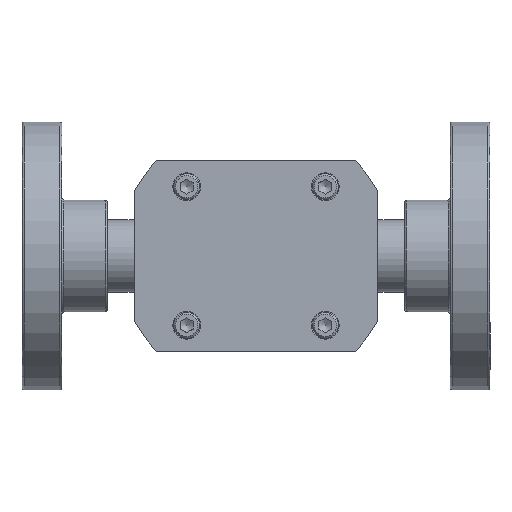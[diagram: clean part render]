
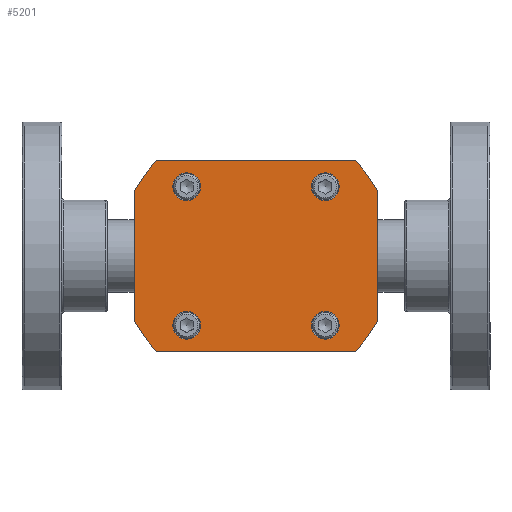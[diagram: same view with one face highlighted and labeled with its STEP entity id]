
A CAD part, front view. The second image highlights one B-rep face of the part: STEP entity #5201.
In plain terms, the highlighted planar face has unit normal (0, -1, 0).
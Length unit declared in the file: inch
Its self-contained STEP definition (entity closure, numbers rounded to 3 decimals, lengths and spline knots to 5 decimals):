
#4777=CARTESIAN_POINT('',(-1.75,0.,-0.94216));
#4778=VERTEX_POINT('',#4777);
#4785=CARTESIAN_POINT('',(-1.75,0.,0.94216));
#4786=VERTEX_POINT('',#4785);
#4787=CARTESIAN_POINT('',(-1.75,0.,0.94216));
#4788=DIRECTION('',(0.0,0.0,-1.0));
#4789=VECTOR('',#4788,1.88431);
#4790=LINE('',#4787,#4789);
#4791=EDGE_CURVE('',#4786,#4778,#4790,.T.);
#4831=CARTESIAN_POINT('',(1.75,0.,0.94216));
#4832=VERTEX_POINT('',#4831);
#4839=CARTESIAN_POINT('',(1.75,0.,-0.94216));
#4840=VERTEX_POINT('',#4839);
#4841=CARTESIAN_POINT('',(1.75,0.,-0.94216));
#4842=DIRECTION('',(0.0,0.0,1.0));
#4843=VECTOR('',#4842,1.88431);
#4844=LINE('',#4841,#4843);
#4845=EDGE_CURVE('',#4840,#4832,#4844,.T.);
#4886=CARTESIAN_POINT('',(-1.,0.,0.8));
#4887=VERTEX_POINT('',#4886);
#4888=CARTESIAN_POINT('',(-1.,0.,1.));
#4889=DIRECTION('',(0.0,1.0,0.0));
#4890=DIRECTION('',(0.0,0.0,-1.0));
#4891=AXIS2_PLACEMENT_3D('',#4888,#4889,#4890);
#4892=CIRCLE('',#4891,0.2);
#4893=EDGE_CURVE('',#4887,#4887,#4892,.T.);
#4927=CARTESIAN_POINT('',(-0.8,0.,-1.));
#4928=VERTEX_POINT('',#4927);
#4929=CARTESIAN_POINT('',(-1.,0.,-1.));
#4930=DIRECTION('',(0.0,1.0,0.0));
#4931=DIRECTION('',(1.0,0.0,0.0));
#4932=AXIS2_PLACEMENT_3D('',#4929,#4930,#4931);
#4933=CIRCLE('',#4932,0.2);
#4934=EDGE_CURVE('',#4928,#4928,#4933,.T.);
#4976=CARTESIAN_POINT('',(1.,0.,-0.8));
#4977=VERTEX_POINT('',#4976);
#4978=CARTESIAN_POINT('',(1.,0.,-1.));
#4979=DIRECTION('',(0.0,1.0,0.0));
#4980=DIRECTION('',(0.0,0.0,1.0));
#4981=AXIS2_PLACEMENT_3D('',#4978,#4979,#4980);
#4982=CIRCLE('',#4981,0.2);
#4983=EDGE_CURVE('',#4977,#4977,#4982,.T.);
#5025=CARTESIAN_POINT('',(0.8,0.,1.));
#5026=VERTEX_POINT('',#5025);
#5027=CARTESIAN_POINT('',(1.,0.,1.));
#5028=DIRECTION('',(0.0,1.0,0.0));
#5029=DIRECTION('',(-1.0,0.0,0.0));
#5030=AXIS2_PLACEMENT_3D('',#5027,#5028,#5029);
#5031=CIRCLE('',#5030,0.2);
#5032=EDGE_CURVE('',#5026,#5026,#5031,.T.);
#5045=CARTESIAN_POINT('',(1.43511,0.,1.375));
#5046=VERTEX_POINT('',#5045);
#5053=CARTESIAN_POINT('',(0.0,0.0,0.0));
#5054=DIRECTION('',(0.,-1.0,0.));
#5055=DIRECTION('',(-0.722,0.,-0.692));
#5056=AXIS2_PLACEMENT_3D('',#5053,#5054,#5055);
#5057=CIRCLE('',#5056,1.9875);
#5058=EDGE_CURVE('',#4832,#5046,#5057,.T.);
#5070=CARTESIAN_POINT('',(-1.43511,0.,1.375));
#5071=VERTEX_POINT('',#5070);
#5078=CARTESIAN_POINT('',(1.43511,0.,1.375));
#5079=DIRECTION('',(-1.0,0.0,0.0));
#5080=VECTOR('',#5079,2.87021);
#5081=LINE('',#5078,#5080);
#5082=EDGE_CURVE('',#5046,#5071,#5081,.T.);
#5095=CARTESIAN_POINT('',(0.0,0.0,0.0));
#5096=DIRECTION('',(0.,-1.0,0.));
#5097=DIRECTION('',(0.881,0.,-0.474));
#5098=AXIS2_PLACEMENT_3D('',#5095,#5096,#5097);
#5099=CIRCLE('',#5098,1.9875);
#5100=EDGE_CURVE('',#5071,#4786,#5099,.T.);
#5112=CARTESIAN_POINT('',(-1.43511,0.,-1.375));
#5113=VERTEX_POINT('',#5112);
#5120=CARTESIAN_POINT('',(0.0,0.0,0.0));
#5121=DIRECTION('',(0.,-1.0,0.));
#5122=DIRECTION('',(0.722,0.,0.692));
#5123=AXIS2_PLACEMENT_3D('',#5120,#5121,#5122);
#5124=CIRCLE('',#5123,1.9875);
#5125=EDGE_CURVE('',#4778,#5113,#5124,.T.);
#5137=CARTESIAN_POINT('',(1.43511,0.,-1.375));
#5138=VERTEX_POINT('',#5137);
#5145=CARTESIAN_POINT('',(-1.43511,0.,-1.375));
#5146=DIRECTION('',(1.0,0.0,0.0));
#5147=VECTOR('',#5146,2.87021);
#5148=LINE('',#5145,#5147);
#5149=EDGE_CURVE('',#5113,#5138,#5148,.T.);
#5162=CARTESIAN_POINT('',(0.0,0.0,0.0));
#5163=DIRECTION('',(0.,-1.,0.));
#5164=DIRECTION('',(-0.881,0.,0.474));
#5165=AXIS2_PLACEMENT_3D('',#5162,#5163,#5164);
#5166=CIRCLE('',#5165,1.9875);
#5167=EDGE_CURVE('',#5138,#4840,#5166,.T.);
#5174=CARTESIAN_POINT('',(0.,0.,0.));
#5175=DIRECTION('',(0.0,1.0,0.0));
#5176=DIRECTION('',(0.0,0.0,-1.0));
#5177=AXIS2_PLACEMENT_3D('',#5174,#5175,#5176);
#5178=PLANE('',#5177);
#5179=ORIENTED_EDGE('',*,*,#4845,.T.);
#5180=ORIENTED_EDGE('',*,*,#5058,.T.);
#5181=ORIENTED_EDGE('',*,*,#5082,.T.);
#5182=ORIENTED_EDGE('',*,*,#5100,.T.);
#5183=ORIENTED_EDGE('',*,*,#4791,.T.);
#5184=ORIENTED_EDGE('',*,*,#5125,.T.);
#5185=ORIENTED_EDGE('',*,*,#5149,.T.);
#5186=ORIENTED_EDGE('',*,*,#5167,.T.);
#5187=EDGE_LOOP('',(#5179,#5180,#5181,#5182,#5183,#5184,#5185,#5186));
#5188=FACE_OUTER_BOUND('',#5187,.T.);
#5189=ORIENTED_EDGE('',*,*,#4893,.T.);
#5190=EDGE_LOOP('',(#5189));
#5191=FACE_BOUND('',#5190,.T.);
#5192=ORIENTED_EDGE('',*,*,#4934,.T.);
#5193=EDGE_LOOP('',(#5192));
#5194=FACE_BOUND('',#5193,.T.);
#5195=ORIENTED_EDGE('',*,*,#4983,.T.);
#5196=EDGE_LOOP('',(#5195));
#5197=FACE_BOUND('',#5196,.T.);
#5198=ORIENTED_EDGE('',*,*,#5032,.T.);
#5199=EDGE_LOOP('',(#5198));
#5200=FACE_BOUND('',#5199,.T.);
#5201=ADVANCED_FACE('',(#5188,#5191,#5194,#5197,#5200),#5178,.F.);
